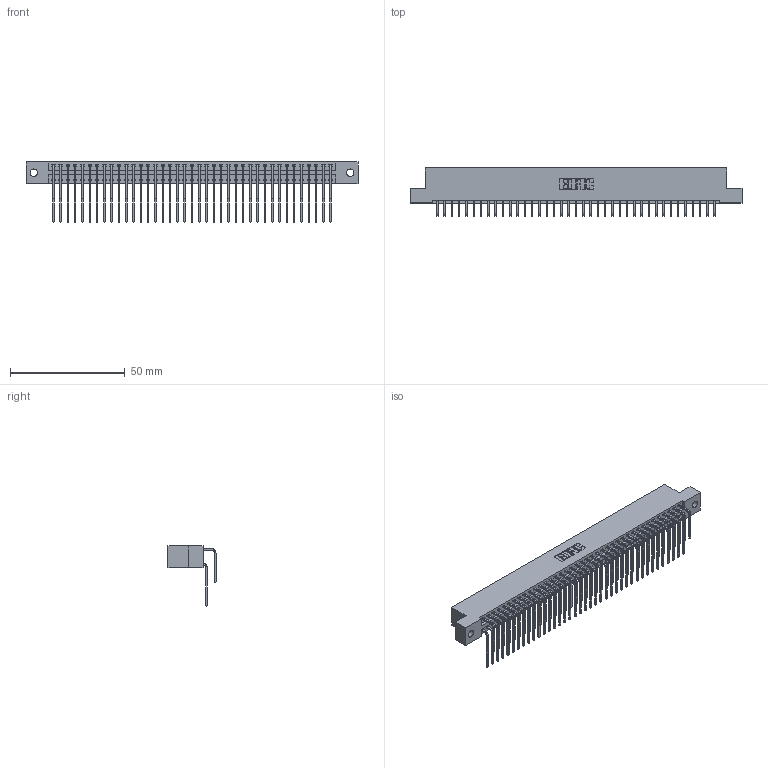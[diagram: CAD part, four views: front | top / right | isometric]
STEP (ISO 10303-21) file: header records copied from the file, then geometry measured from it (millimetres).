
FILE_DESCRIPTION (( 'STEP AP203' ), '1' );
FILE_NAME ('346-078-559-202.STEP', '2022-05-25T14:46:27', ( '' ), ( '' ), 'SwSTEP 2.0', 'SolidWorks 2020', '' );
FILE_SCHEMA (( 'CONFIG_CONTROL_DESIGN' ));
Length unit declared in the file: inch
Products named in the file (4): 345-292-001_559 Tail - 2; 345-292-001_558 559 Tail - 1; 346-078-559-202; 346 Part_Flush Mounting Lugs - 0.128 Dia
Assembly tree (79 placements, depth 2):
  346-078-559-202
    346 Part_Flush Mounting Lugs - 0.128 Dia
    345-292-001_558 559 Tail - 1  x39
    345-292-001_559 Tail - 2  x39
Bounding box: 144.4 x 20.89 x 26.16 mm (x, y, z)
Volume: 14470.7 mm3; surface area: 21733.1 mm2
Topology: 79 solids, 79 shells, 4334 faces, 12887 edges, 8486 vertices
Faces by surface type: plane 2962, cylinder 1372
Entity records: 27643 total; most frequent: CARTESIAN_POINT 4611, ORIENTED_EDGE 4494, DIRECTION 4087, EDGE_CURVE 2247, LINE 1919, VECTOR 1919, VERTEX_POINT 1494, AXIS2_PLACEMENT_3D 1084
